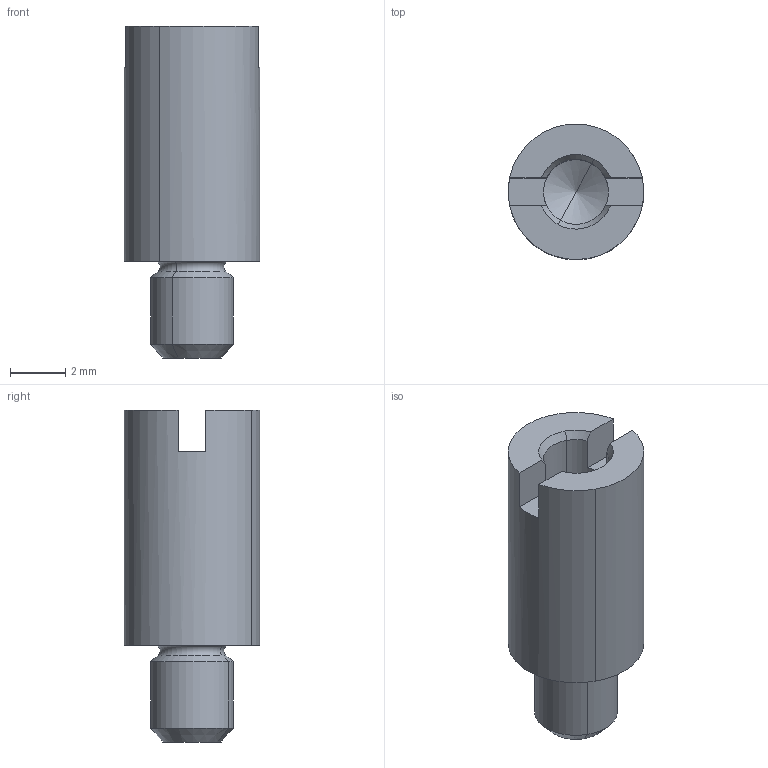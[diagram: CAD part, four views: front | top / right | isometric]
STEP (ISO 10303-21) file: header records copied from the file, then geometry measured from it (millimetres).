
FILE_DESCRIPTION(('CATIA V5 STEP Exchange','CAx-IF Rec.Pracs.--- Model Styling and Organization---1.4--- 2014-01-23'),'2;1');
FILE_NAME ('001687-2_2_0280600000_0280600000.stp','2021-12-06T08:27:58+00:00',('none'),('Weidmueller'),'CATIA Version 5-6 Release 2016 SP3 HF44','CATIA V5 STEP AP214','none');
FILE_SCHEMA(('AUTOMOTIVE_DESIGN { 1 0 10303 214 1 1 1 1 }'));
Length unit declared in the file: millimetre
Products named in the file (1): STB 8.5/5/2.3/M3 SAK2.5
Bounding box: 4.9 x 4.9 x 12 mm (x, y, z)
Volume: 147.4 mm3; surface area: 254.7 mm2
Topology: 1 solids, 1 shells, 28 faces, 68 edges, 41 vertices
Faces by surface type: cone 10, plane 10, cylinder 6, torus 2
Entity records: 734 total; most frequent: CARTESIAN_POINT 134, ORIENTED_EDGE 132, DIRECTION 90, EDGE_CURVE 66, AXIS2_PLACEMENT_3D 47, VERTEX_POINT 41, CIRCLE 32, VECTOR 30
